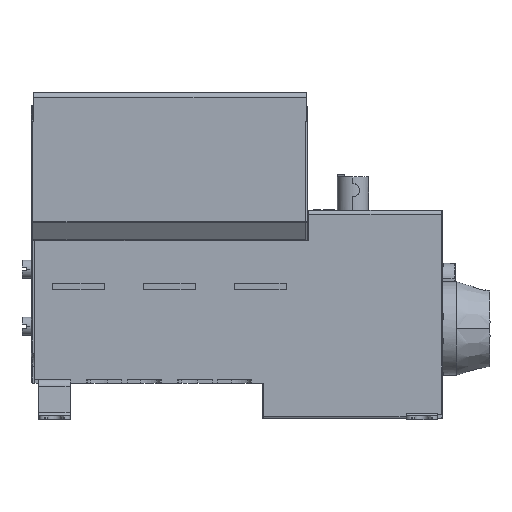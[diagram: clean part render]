
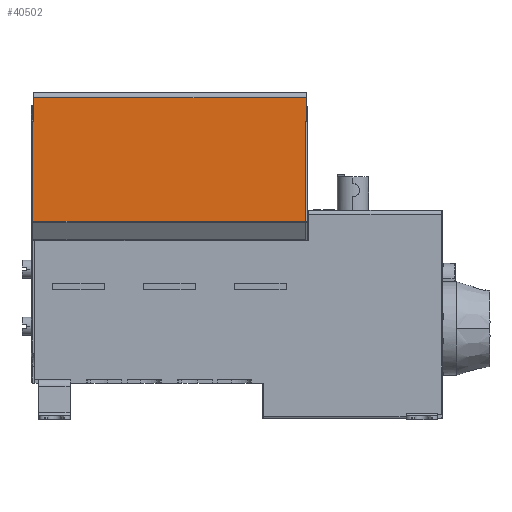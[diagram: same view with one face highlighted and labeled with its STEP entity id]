
A CAD part, left-side view. The second image highlights one B-rep face of the part: STEP entity #40502.
In plain terms, the highlighted planar face has unit normal (1, 0, 0).
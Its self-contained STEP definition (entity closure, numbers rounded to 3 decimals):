
#5220=DIRECTION('',(0.,0.,-1.));
#5221=VECTOR('',#5220,38.639);
#5222=CARTESIAN_POINT('',(-59.,123.3,102.5));
#5223=LINE('',#5222,#5221);
#5554=DIRECTION('',(0.,0.,1.));
#5555=VECTOR('',#5554,38.639);
#5556=CARTESIAN_POINT('',(-59.,18.2,63.861));
#5557=LINE('',#5556,#5555);
#5645=DIRECTION('',(0.,0.,1.));
#5646=VECTOR('',#5645,9.);
#5647=CARTESIAN_POINT('',(-59.,18.,102.5));
#5648=LINE('',#5647,#5646);
#10243=DIRECTION('',(0.,1.,0.));
#10244=VECTOR('',#10243,105.);
#10245=CARTESIAN_POINT('',(-59.,18.,111.5));
#10246=LINE('',#10245,#10244);
#10247=DIRECTION('',(0.,0.,1.));
#10248=VECTOR('',#10247,9.);
#10249=CARTESIAN_POINT('',(-59.,123.,102.5));
#10250=LINE('',#10249,#10248);
#10251=DIRECTION('',(0.,1.,0.));
#10252=VECTOR('',#10251,105.1);
#10253=CARTESIAN_POINT('',(-59.,18.2,63.861));
#10254=LINE('',#10253,#10252);
#10255=DIRECTION('',(0.,1.,0.));
#10256=VECTOR('',#10255,0.2);
#10257=CARTESIAN_POINT('',(-59.,18.,102.5));
#10258=LINE('',#10257,#10256);
#10263=DIRECTION('',(0.,1.,0.));
#10264=VECTOR('',#10263,0.3);
#10265=CARTESIAN_POINT('',(-59.,123.,102.5));
#10266=LINE('',#10265,#10264);
#20412=CARTESIAN_POINT('',(-59.,18.,102.5));
#20413=VERTEX_POINT('',#20412);
#20414=CARTESIAN_POINT('',(-59.,18.,111.5));
#20415=VERTEX_POINT('',#20414);
#20450=CARTESIAN_POINT('',(-59.,18.2,102.5));
#20451=VERTEX_POINT('',#20450);
#20452=CARTESIAN_POINT('',(-59.,18.2,63.861));
#20453=VERTEX_POINT('',#20452);
#20454=CARTESIAN_POINT('',(-59.,123.,111.5));
#20455=VERTEX_POINT('',#20454);
#20456=CARTESIAN_POINT('',(-59.,123.3,63.861));
#20457=VERTEX_POINT('',#20456);
#20458=CARTESIAN_POINT('',(-59.,123.3,102.5));
#20459=VERTEX_POINT('',#20458);
#20460=CARTESIAN_POINT('',(-59.,123.,102.5));
#20461=VERTEX_POINT('',#20460);
#40485=CARTESIAN_POINT('',(-59.,26.725,83.181));
#40486=DIRECTION('',(-1.,0.,0.));
#40487=DIRECTION('',(0.,0.,1.));
#40488=AXIS2_PLACEMENT_3D('',#40485,#40486,#40487);
#40489=PLANE('',#40488);
#40490=ORIENTED_EDGE('',*,*,#40472,.T.);
#40491=ORIENTED_EDGE('',*,*,#29776,.F.);
#40493=ORIENTED_EDGE('',*,*,#40492,.T.);
#40494=ORIENTED_EDGE('',*,*,#30221,.T.);
#40496=ORIENTED_EDGE('',*,*,#40495,.F.);
#40497=ORIENTED_EDGE('',*,*,#30872,.T.);
#40498=ORIENTED_EDGE('',*,*,#30896,.F.);
#40499=ORIENTED_EDGE('',*,*,#30953,.T.);
#40500=EDGE_LOOP('',(#40490,#40491,#40493,#40494,#40496,#40497,#40498,#40499));
#40501=FACE_OUTER_BOUND('',#40500,.F.);
#29776=EDGE_CURVE('',#20461,#20455,#10250,.T.);
#30221=EDGE_CURVE('',#20459,#20457,#5223,.T.);
#30872=EDGE_CURVE('',#20453,#20451,#5557,.T.);
#30896=EDGE_CURVE('',#20413,#20451,#10258,.T.);
#30953=EDGE_CURVE('',#20413,#20415,#5648,.T.);
#40472=EDGE_CURVE('',#20415,#20455,#10246,.T.);
#40492=EDGE_CURVE('',#20461,#20459,#10266,.T.);
#40495=EDGE_CURVE('',#20453,#20457,#10254,.T.);
#40502=ADVANCED_FACE('',(#40501),#40489,.F.);
